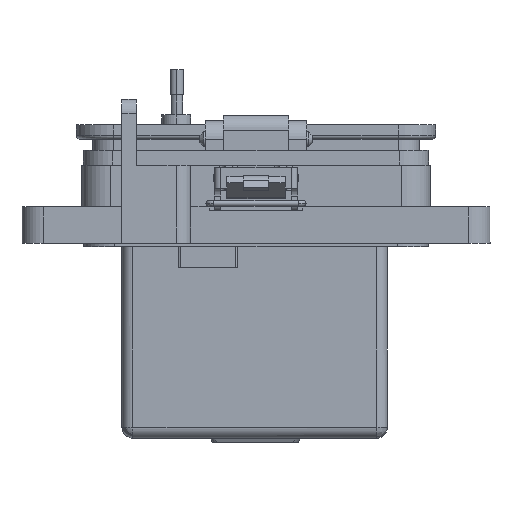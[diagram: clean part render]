
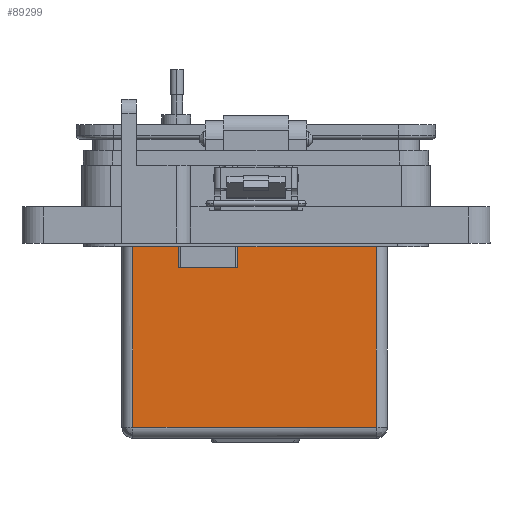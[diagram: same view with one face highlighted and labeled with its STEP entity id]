
A CAD part, front view. The second image highlights one B-rep face of the part: STEP entity #89299.
In plain terms, the highlighted planar face has unit normal (0, -1, 0).
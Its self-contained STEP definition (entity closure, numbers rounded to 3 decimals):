
#348 = CARTESIAN_POINT ( 'NONE',  ( -5.093, -45.612, -12.212 ) ) ;
#3003 = CARTESIAN_POINT ( 'NONE',  ( -72.146, -45.612, -62.522 ) ) ;
#4447 = LINE ( 'NONE', #90281, #23080 ) ;
#8819 = VERTEX_POINT ( 'NONE', #50477 ) ;
#11073 = VERTEX_POINT ( 'NONE', #348 ) ;
#12293 = ORIENTED_EDGE ( 'NONE', *, *, #57171, .F. ) ;
#13671 = CARTESIAN_POINT ( 'NONE',  ( -5.093, -45.612, -65.552 ) ) ;
#14571 = ORIENTED_EDGE ( 'NONE', *, *, #23449, .F. ) ;
#15851 = EDGE_CURVE ( 'NONE', #41005, #8819, #79318, .T. ) ;
#21609 = DIRECTION ( 'NONE',  ( 1., 0., 0. ) ) ;
#22668 = VECTOR ( 'NONE', #69347, 1000. ) ;
#23080 = VECTOR ( 'NONE', #58729, 1000. ) ;
#23449 = EDGE_CURVE ( 'NONE', #40681, #41005, #88620, .T. ) ;
#28763 = ORIENTED_EDGE ( 'NONE', *, *, #54623, .T. ) ;
#33831 = FACE_OUTER_BOUND ( 'NONE', #78054, .T. ) ;
#40474 = CARTESIAN_POINT ( 'NONE',  ( -5.093, -45.612, -65.552 ) ) ;
#40681 = VERTEX_POINT ( 'NONE', #75796 ) ;
#41005 = VERTEX_POINT ( 'NONE', #3003 ) ;
#44484 = VECTOR ( 'NONE', #80457, 1000. ) ;
#50477 = CARTESIAN_POINT ( 'NONE',  ( -72.146, -45.612, -12.212 ) ) ;
#54623 = EDGE_CURVE ( 'NONE', #11073, #8819, #4447, .T. ) ;
#56309 = AXIS2_PLACEMENT_3D ( 'NONE', #13671, #69297, #21609 ) ;
#57171 = EDGE_CURVE ( 'NONE', #11073, #40681, #65700, .T. ) ;
#58230 = VECTOR ( 'NONE', #78987, 1000. ) ;
#58729 = DIRECTION ( 'NONE',  ( -1., 0., 0. ) ) ;
#65700 = LINE ( 'NONE', #40474, #44484 ) ;
#68944 = PLANE ( 'NONE',  #56309 ) ;
#69297 = DIRECTION ( 'NONE',  ( 0., -1., 0. ) ) ;
#69347 = DIRECTION ( 'NONE',  ( -1., 0., 0. ) ) ;
#75796 = CARTESIAN_POINT ( 'NONE',  ( -5.093, -45.612, -62.522 ) ) ;
#78054 = EDGE_LOOP ( 'NONE', ( #28763, #101064, #14571, #12293 ) ) ;
#78987 = DIRECTION ( 'NONE',  ( 0., 0., 1. ) ) ;
#79318 = LINE ( 'NONE', #102615, #58230 ) ;
#80457 = DIRECTION ( 'NONE',  ( 0., 0., -1. ) ) ;
#88620 = LINE ( 'NONE', #100917, #22668 ) ;
#89299 = ADVANCED_FACE ( 'NONE', ( #33831 ), #68944, .T. ) ;
#90281 = CARTESIAN_POINT ( 'NONE',  ( -2.825, -45.612, -12.212 ) ) ;
#100917 = CARTESIAN_POINT ( 'NONE',  ( -21.856, -45.612, -62.522 ) ) ;
#101064 = ORIENTED_EDGE ( 'NONE', *, *, #15851, .F. ) ;
#102615 = CARTESIAN_POINT ( 'NONE',  ( -72.146, -45.612, -65.552 ) ) ;
